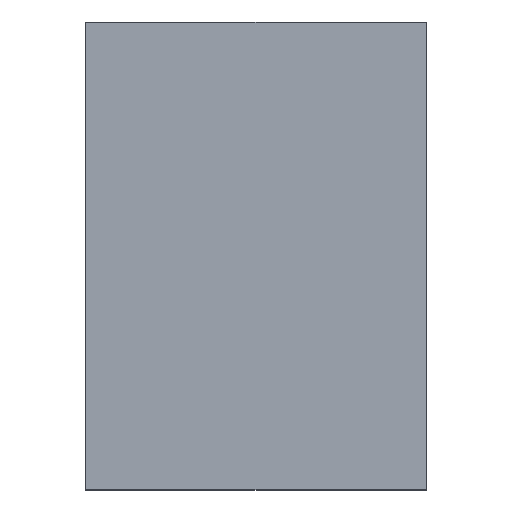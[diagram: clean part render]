
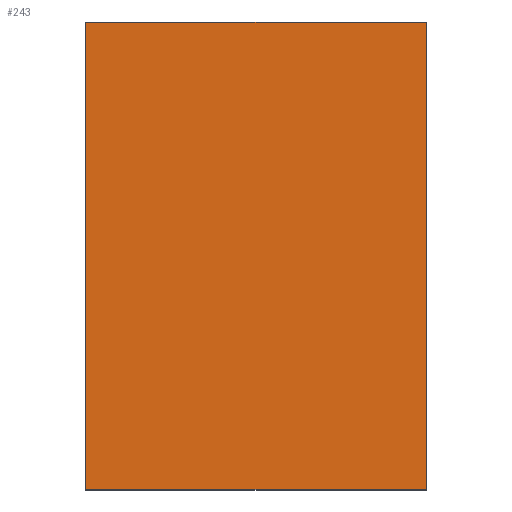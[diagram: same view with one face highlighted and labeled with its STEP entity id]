
A CAD part, top view. The second image highlights one B-rep face of the part: STEP entity #243.
In plain terms, the highlighted planar face has unit normal (0, 0, 1).
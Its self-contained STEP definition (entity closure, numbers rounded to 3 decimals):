
#28=PLANE('',#281);
#39=FACE_OUTER_BOUND('',#60,.T.);
#60=EDGE_LOOP('',(#220,#221,#222,#223));
#77=LINE('',#582,#92);
#80=LINE('',#590,#95);
#85=LINE('',#601,#100);
#86=LINE('',#603,#101);
#92=VECTOR('',#312,10.);
#95=VECTOR('',#319,10.);
#100=VECTOR('',#330,10.);
#101=VECTOR('',#333,10.);
#124=VERTEX_POINT('',#580);
#125=VERTEX_POINT('',#581);
#128=VERTEX_POINT('',#589);
#131=VERTEX_POINT('',#599);
#152=EDGE_CURVE('',#124,#125,#77,.T.);
#156=EDGE_CURVE('',#128,#125,#80,.T.);
#162=EDGE_CURVE('',#124,#131,#85,.T.);
#163=EDGE_CURVE('',#128,#131,#86,.T.);
#220=ORIENTED_EDGE('',*,*,#162,.T.);
#221=ORIENTED_EDGE('',*,*,#163,.F.);
#222=ORIENTED_EDGE('',*,*,#156,.T.);
#223=ORIENTED_EDGE('',*,*,#152,.F.);
#243=ADVANCED_FACE('',(#39),#28,.T.);
#281=AXIS2_PLACEMENT_3D('',#602,#331,#332);
#312=DIRECTION('',(-1.,0.,0.));
#319=DIRECTION('',(0.,-1.,0.));
#330=DIRECTION('',(0.,1.,0.));
#331=DIRECTION('center_axis',(0.,0.,1.));
#332=DIRECTION('ref_axis',(1.,0.,0.));
#333=DIRECTION('',(1.,0.,0.));
#580=CARTESIAN_POINT('',(150.,-40.,40.));
#581=CARTESIAN_POINT('',(91.652,-40.,40.));
#582=CARTESIAN_POINT('',(91.652,-40.,40.));
#589=CARTESIAN_POINT('',(91.652,40.,40.));
#590=CARTESIAN_POINT('',(91.652,0.,40.));
#599=CARTESIAN_POINT('',(150.,40.,40.));
#601=CARTESIAN_POINT('',(150.,0.,40.));
#602=CARTESIAN_POINT('Origin',(91.652,0.,40.));
#603=CARTESIAN_POINT('',(91.652,40.,40.));
